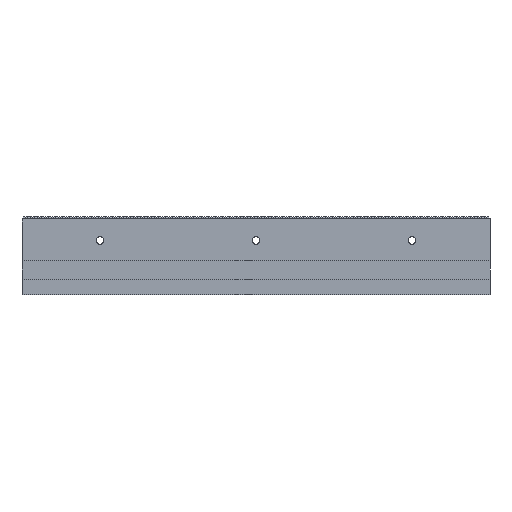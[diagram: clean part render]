
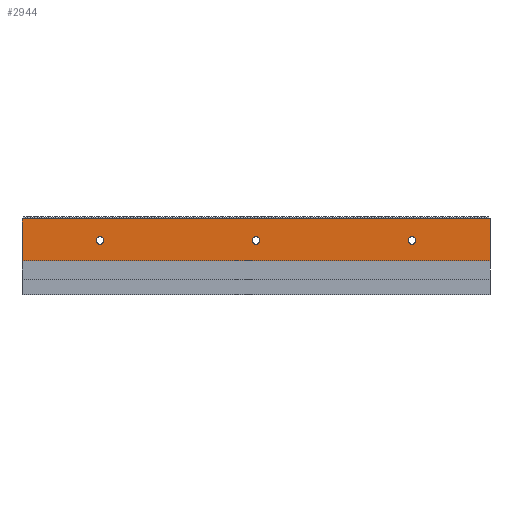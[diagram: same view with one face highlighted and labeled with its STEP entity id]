
A CAD part, left-side view. The second image highlights one B-rep face of the part: STEP entity #2944.
In plain terms, the highlighted planar face has unit normal (-1, 0, 0).
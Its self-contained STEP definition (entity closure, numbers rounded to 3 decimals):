
#2944 = ADVANCED_FACE( '', ( #6442, #6443, #6444, #6445 ), #6446, .F. );
#6442 = FACE_BOUND( '', #10495, .T. );
#6443 = FACE_BOUND( '', #10496, .T. );
#6444 = FACE_BOUND( '', #10497, .T. );
#6445 = FACE_OUTER_BOUND( '', #10498, .T. );
#6446 = PLANE( '', #10499 );
#10495 = EDGE_LOOP( '', ( #20438 ) );
#10496 = EDGE_LOOP( '', ( #20439 ) );
#10497 = EDGE_LOOP( '', ( #20440 ) );
#10498 = EDGE_LOOP( '', ( #20441, #20442, #20443, #20444, #20445, #20446 ) );
#10499 = AXIS2_PLACEMENT_3D( '', #20447, #20448, #20449 );
#20438 = ORIENTED_EDGE( '', *, *, #29660, .F. );
#20439 = ORIENTED_EDGE( '', *, *, #25740, .F. );
#20440 = ORIENTED_EDGE( '', *, *, #29234, .F. );
#20441 = ORIENTED_EDGE( '', *, *, #25957, .T. );
#20442 = ORIENTED_EDGE( '', *, *, #29661, .F. );
#20443 = ORIENTED_EDGE( '', *, *, #27495, .T. );
#20444 = ORIENTED_EDGE( '', *, *, #29662, .T. );
#20445 = ORIENTED_EDGE( '', *, *, #26895, .F. );
#20446 = ORIENTED_EDGE( '', *, *, #29663, .F. );
#20447 = CARTESIAN_POINT( '', ( -25., -150., 25. ) );
#20448 = DIRECTION( '', ( 1., 0., 0. ) );
#20449 = DIRECTION( '', ( 0., 0., -1. ) );
#25740 = EDGE_CURVE( '', #31317, #31317, #31318, .T. );
#25957 = EDGE_CURVE( '', #31696, #31694, #31697, .T. );
#26895 = EDGE_CURVE( '', #33370, #33372, #33373, .T. );
#27495 = EDGE_CURVE( '', #34350, #34351, #34352, .T. );
#29234 = EDGE_CURVE( '', #36980, #36980, #36981, .T. );
#29660 = EDGE_CURVE( '', #37495, #37495, #37496, .T. );
#29661 = EDGE_CURVE( '', #34350, #31694, #37497, .T. );
#29662 = EDGE_CURVE( '', #34351, #33372, #37498, .T. );
#29663 = EDGE_CURVE( '', #31696, #33370, #37499, .T. );
#31317 = VERTEX_POINT( '', #39551 );
#31318 = CIRCLE( '', #39552, 2.5 );
#31694 = VERTEX_POINT( '', #40097 );
#31696 = VERTEX_POINT( '', #40100 );
#31697 = LINE( '', #40101, #40102 );
#33370 = VERTEX_POINT( '', #42626 );
#33372 = VERTEX_POINT( '', #42629 );
#33373 = LINE( '', #42630, #42631 );
#34350 = VERTEX_POINT( '', #44061 );
#34351 = VERTEX_POINT( '', #44062 );
#34352 = LINE( '', #44063, #44064 );
#36980 = VERTEX_POINT( '', #48128 );
#36981 = CIRCLE( '', #48129, 2.5 );
#37495 = VERTEX_POINT( '', #48891 );
#37496 = CIRCLE( '', #48892, 2.5 );
#37497 = LINE( '', #48893, #48894 );
#37498 = LINE( '', #48895, #48896 );
#37499 = LINE( '', #48897, #48898 );
#39551 = CARTESIAN_POINT( '', ( -25., 2.5, 10. ) );
#39552 = AXIS2_PLACEMENT_3D( '', #50766, #50767, #50768 );
#40097 = CARTESIAN_POINT( '', ( -25., 149.75, 24. ) );
#40100 = CARTESIAN_POINT( '', ( -25., -149.75, 24. ) );
#40101 = CARTESIAN_POINT( '', ( -25., -150., 24. ) );
#40102 = VECTOR( '', #50948, 1000. );
#42626 = CARTESIAN_POINT( '', ( -25., -150., 23.75 ) );
#42629 = CARTESIAN_POINT( '', ( -25., -150., -3. ) );
#42630 = CARTESIAN_POINT( '', ( -25., -150., 25. ) );
#42631 = VECTOR( '', #51816, 1000. );
#44061 = CARTESIAN_POINT( '', ( -25., 150., 23.75 ) );
#44062 = CARTESIAN_POINT( '', ( -25., 150., -3. ) );
#44063 = CARTESIAN_POINT( '', ( -25., 150., 25. ) );
#44064 = VECTOR( '', #52351, 1000. );
#48128 = CARTESIAN_POINT( '', ( -25., -97.5, 10. ) );
#48129 = AXIS2_PLACEMENT_3D( '', #53857, #53858, #53859 );
#48891 = CARTESIAN_POINT( '', ( -25., 102.5, 10. ) );
#48892 = AXIS2_PLACEMENT_3D( '', #54138, #54139, #54140 );
#48893 = CARTESIAN_POINT( '', ( -25., 150., 23.75 ) );
#48894 = VECTOR( '', #54141, 1000. );
#48895 = CARTESIAN_POINT( '', ( -25., 150., -3. ) );
#48896 = VECTOR( '', #54142, 1000. );
#48897 = CARTESIAN_POINT( '', ( -25., -148.75, 25. ) );
#48898 = VECTOR( '', #54143, 1000. );
#50766 = CARTESIAN_POINT( '', ( -25., 0., 10. ) );
#50767 = DIRECTION( '', ( -1., 0., 0. ) );
#50768 = DIRECTION( '', ( 0., 1., 0. ) );
#50948 = DIRECTION( '', ( 0., 1., 0. ) );
#51816 = DIRECTION( '', ( 0., 0., -1. ) );
#52351 = DIRECTION( '', ( 0., 0., -1. ) );
#53857 = CARTESIAN_POINT( '', ( -25., -100., 10. ) );
#53858 = DIRECTION( '', ( -1., 0., 0. ) );
#53859 = DIRECTION( '', ( 0., 1., 0. ) );
#54138 = CARTESIAN_POINT( '', ( -25., 100., 10. ) );
#54139 = DIRECTION( '', ( -1., 0., 0. ) );
#54140 = DIRECTION( '', ( 0., 1., 0. ) );
#54141 = DIRECTION( '', ( 0., -0.707, 0.707 ) );
#54142 = DIRECTION( '', ( 0., -1., 0. ) );
#54143 = DIRECTION( '', ( 0., -0.707, -0.707 ) );
